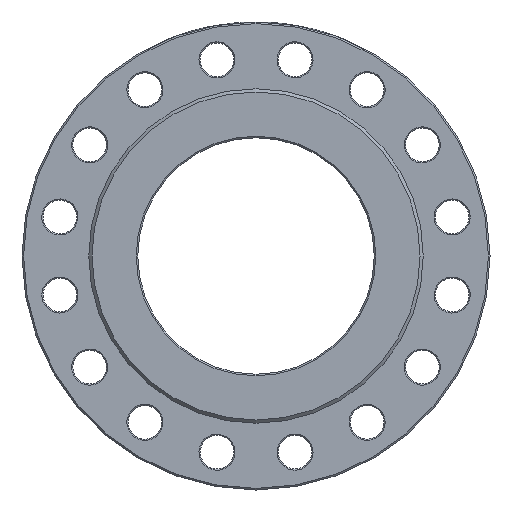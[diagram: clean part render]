
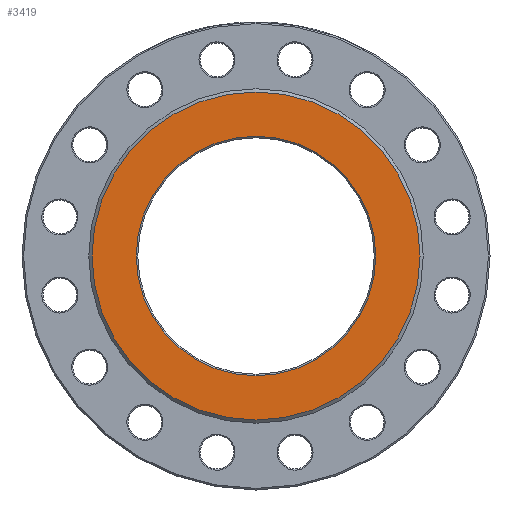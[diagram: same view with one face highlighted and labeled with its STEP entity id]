
A CAD part, left-side view. The second image highlights one B-rep face of the part: STEP entity #3419.
In plain terms, the highlighted planar face has unit normal (-1, 0, 0).
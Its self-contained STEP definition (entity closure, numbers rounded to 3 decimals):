
#407 = DIRECTION ( 'NONE',  ( 0., 0., -1. ) ) ;
#468 = EDGE_LOOP ( 'NONE', ( #7959 ) ) ;
#479 = DIRECTION ( 'NONE',  ( 1., 0., 0. ) ) ;
#634 = AXIS2_PLACEMENT_3D ( 'NONE', #7609, #4411, #407 ) ;
#699 = VERTEX_POINT ( 'NONE', #881 ) ;
#881 = CARTESIAN_POINT ( 'NONE',  ( 0., 0., 205. ) ) ;
#1243 = VERTEX_POINT ( 'NONE', #1927 ) ;
#1791 = FACE_BOUND ( 'NONE', #5093, .T. ) ;
#1876 = EDGE_CURVE ( 'NONE', #1243, #1243, #8400, .T. ) ;
#1927 = CARTESIAN_POINT ( 'NONE',  ( 0., 0., -149.75 ) ) ;
#2129 = AXIS2_PLACEMENT_3D ( 'NONE', #3838, #479, #5760 ) ;
#2649 = DIRECTION ( 'NONE',  ( -1., 0., 0. ) ) ;
#2692 = DIRECTION ( 'NONE',  ( 0., 0., 1. ) ) ;
#3228 = CIRCLE ( 'NONE', #4307, 205. ) ;
#3419 = ADVANCED_FACE ( 'NONE', ( #1791, #5627 ), #4396, .F. ) ;
#3480 = EDGE_CURVE ( 'NONE', #699, #699, #3228, .T. ) ;
#3522 = ORIENTED_EDGE ( 'NONE', *, *, #1876, .T. ) ;
#3838 = CARTESIAN_POINT ( 'NONE',  ( 0., 147.75, 0. ) ) ;
#4307 = AXIS2_PLACEMENT_3D ( 'NONE', #4691, #2649, #2692 ) ;
#4396 = PLANE ( 'NONE',  #2129 ) ;
#4411 = DIRECTION ( 'NONE',  ( 1., 0., 0. ) ) ;
#4691 = CARTESIAN_POINT ( 'NONE',  ( 0., 0., 0. ) ) ;
#5093 = EDGE_LOOP ( 'NONE', ( #3522 ) ) ;
#5627 = FACE_OUTER_BOUND ( 'NONE', #468, .T. ) ;
#5760 = DIRECTION ( 'NONE',  ( 0., 0., -1. ) ) ;
#7609 = CARTESIAN_POINT ( 'NONE',  ( 0., 0., 0. ) ) ;
#7959 = ORIENTED_EDGE ( 'NONE', *, *, #3480, .T. ) ;
#8400 = CIRCLE ( 'NONE', #634, 149.75 ) ;
